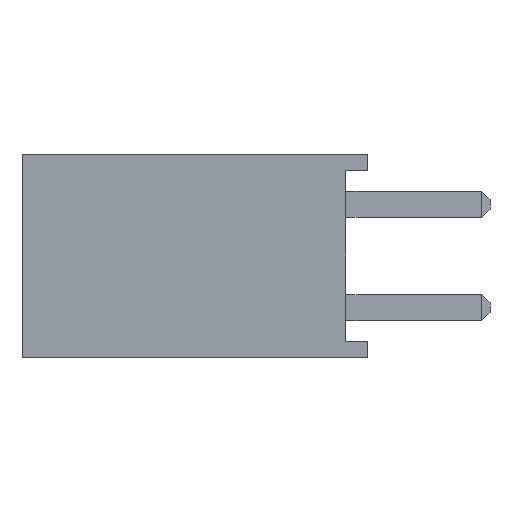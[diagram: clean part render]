
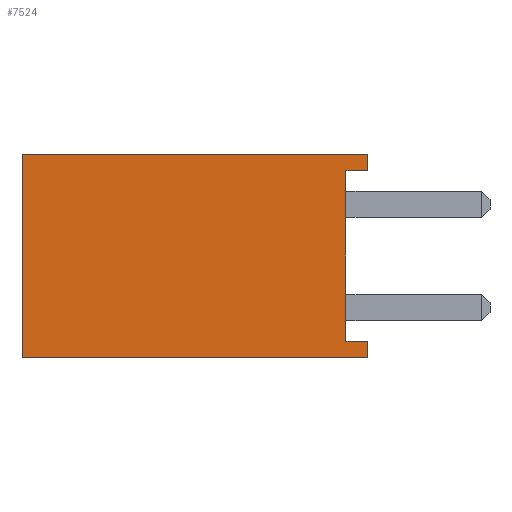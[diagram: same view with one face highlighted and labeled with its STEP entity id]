
A CAD part, left-side view. The second image highlights one B-rep face of the part: STEP entity #7524.
In plain terms, the highlighted planar face has unit normal (-1, 0, 0).
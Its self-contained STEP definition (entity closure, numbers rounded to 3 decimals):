
#44 = CARTESIAN_POINT ( 'NONE',  ( -1.27, 0., -2.1 ) ) ;
#213 = ORIENTED_EDGE ( 'NONE', *, *, #6609, .F. ) ;
#222 = DIRECTION ( 'NONE',  ( 0., 1., 0. ) ) ;
#272 = EDGE_CURVE ( 'NONE', #6929, #7294, #4214, .T. ) ;
#574 = ORIENTED_EDGE ( 'NONE', *, *, #272, .F. ) ;
#590 = DIRECTION ( 'NONE',  ( 1., 0., 0. ) ) ;
#750 = VERTEX_POINT ( 'NONE', #5604 ) ;
#782 = VECTOR ( 'NONE', #4229, 1000. ) ;
#1069 = CARTESIAN_POINT ( 'NONE',  ( -1.27, 8.5, 2.5 ) ) ;
#1085 = EDGE_CURVE ( 'NONE', #4711, #2604, #1197, .T. ) ;
#1112 = EDGE_CURVE ( 'NONE', #4711, #3500, #3324, .T. ) ;
#1166 = DIRECTION ( 'NONE',  ( 0., 0., -1. ) ) ;
#1197 = LINE ( 'NONE', #2362, #4639 ) ;
#1208 = LINE ( 'NONE', #6023, #5777 ) ;
#1248 = DIRECTION ( 'NONE',  ( 0., 0., 1. ) ) ;
#1418 = CARTESIAN_POINT ( 'NONE',  ( -1.27, 0., 2.1 ) ) ;
#1515 = LINE ( 'NONE', #4829, #782 ) ;
#1755 = CARTESIAN_POINT ( 'NONE',  ( -1.27, 0., -2.5 ) ) ;
#1782 = ORIENTED_EDGE ( 'NONE', *, *, #6681, .T. ) ;
#1821 = AXIS2_PLACEMENT_3D ( 'NONE', #4688, #590, #1166 ) ;
#1903 = CARTESIAN_POINT ( 'NONE',  ( -1.27, 8.5, 2.5 ) ) ;
#2014 = VERTEX_POINT ( 'NONE', #1755 ) ;
#2029 = ORIENTED_EDGE ( 'NONE', *, *, #4941, .T. ) ;
#2119 = EDGE_LOOP ( 'NONE', ( #2240, #4088, #3606, #3904, #213, #1782, #2029, #574 ) ) ;
#2240 = ORIENTED_EDGE ( 'NONE', *, *, #2498, .F. ) ;
#2362 = CARTESIAN_POINT ( 'NONE',  ( -1.27, 0., 2.5 ) ) ;
#2498 = EDGE_CURVE ( 'NONE', #3500, #6929, #5639, .T. ) ;
#2604 = VERTEX_POINT ( 'NONE', #6586 ) ;
#2918 = CARTESIAN_POINT ( 'NONE',  ( -1.27, 0., 2.1 ) ) ;
#2961 = FACE_OUTER_BOUND ( 'NONE', #2119, .T. ) ;
#3243 = DIRECTION ( 'NONE',  ( 0., -1., 0. ) ) ;
#3324 = LINE ( 'NONE', #1418, #5761 ) ;
#3500 = VERTEX_POINT ( 'NONE', #3821 ) ;
#3606 = ORIENTED_EDGE ( 'NONE', *, *, #1085, .T. ) ;
#3821 = CARTESIAN_POINT ( 'NONE',  ( -1.27, 0.54, 2.1 ) ) ;
#3904 = ORIENTED_EDGE ( 'NONE', *, *, #6926, .F. ) ;
#4005 = VERTEX_POINT ( 'NONE', #1903 ) ;
#4036 = VECTOR ( 'NONE', #5215, 1000. ) ;
#4088 = ORIENTED_EDGE ( 'NONE', *, *, #1112, .F. ) ;
#4214 = LINE ( 'NONE', #7476, #5531 ) ;
#4229 = DIRECTION ( 'NONE',  ( 0., 0., 1. ) ) ;
#4268 = LINE ( 'NONE', #4603, #6908 ) ;
#4603 = CARTESIAN_POINT ( 'NONE',  ( -1.27, 8.5, 2.5 ) ) ;
#4639 = VECTOR ( 'NONE', #5032, 1000. ) ;
#4675 = CARTESIAN_POINT ( 'NONE',  ( -1.27, 0.54, -2.1 ) ) ;
#4688 = CARTESIAN_POINT ( 'NONE',  ( -1.27, 8.5, 2.5 ) ) ;
#4711 = VERTEX_POINT ( 'NONE', #2918 ) ;
#4829 = CARTESIAN_POINT ( 'NONE',  ( -1.27, 0., 2.5 ) ) ;
#4941 = EDGE_CURVE ( 'NONE', #2014, #7294, #1515, .T. ) ;
#5032 = DIRECTION ( 'NONE',  ( 0., 0., 1. ) ) ;
#5215 = DIRECTION ( 'NONE',  ( 0., 0., -1. ) ) ;
#5369 = PLANE ( 'NONE',  #1821 ) ;
#5531 = VECTOR ( 'NONE', #3243, 1000. ) ;
#5582 = VECTOR ( 'NONE', #7699, 1000. ) ;
#5604 = CARTESIAN_POINT ( 'NONE',  ( -1.27, 8.5, -2.5 ) ) ;
#5639 = LINE ( 'NONE', #7573, #4036 ) ;
#5761 = VECTOR ( 'NONE', #222, 1000. ) ;
#5777 = VECTOR ( 'NONE', #7168, 1000. ) ;
#6023 = CARTESIAN_POINT ( 'NONE',  ( -1.27, 8.5, -2.5 ) ) ;
#6586 = CARTESIAN_POINT ( 'NONE',  ( -1.27, 0., 2.5 ) ) ;
#6609 = EDGE_CURVE ( 'NONE', #750, #4005, #4268, .T. ) ;
#6681 = EDGE_CURVE ( 'NONE', #750, #2014, #1208, .T. ) ;
#6908 = VECTOR ( 'NONE', #1248, 1000. ) ;
#6926 = EDGE_CURVE ( 'NONE', #4005, #2604, #7281, .T. ) ;
#6929 = VERTEX_POINT ( 'NONE', #4675 ) ;
#7168 = DIRECTION ( 'NONE',  ( 0., -1., 0. ) ) ;
#7281 = LINE ( 'NONE', #1069, #5582 ) ;
#7294 = VERTEX_POINT ( 'NONE', #44 ) ;
#7476 = CARTESIAN_POINT ( 'NONE',  ( -1.27, 0., -2.1 ) ) ;
#7524 = ADVANCED_FACE ( 'NONE', ( #2961 ), #5369, .F. ) ;
#7573 = CARTESIAN_POINT ( 'NONE',  ( -1.27, 0.54, 2.1 ) ) ;
#7699 = DIRECTION ( 'NONE',  ( 0., -1., 0. ) ) ;
